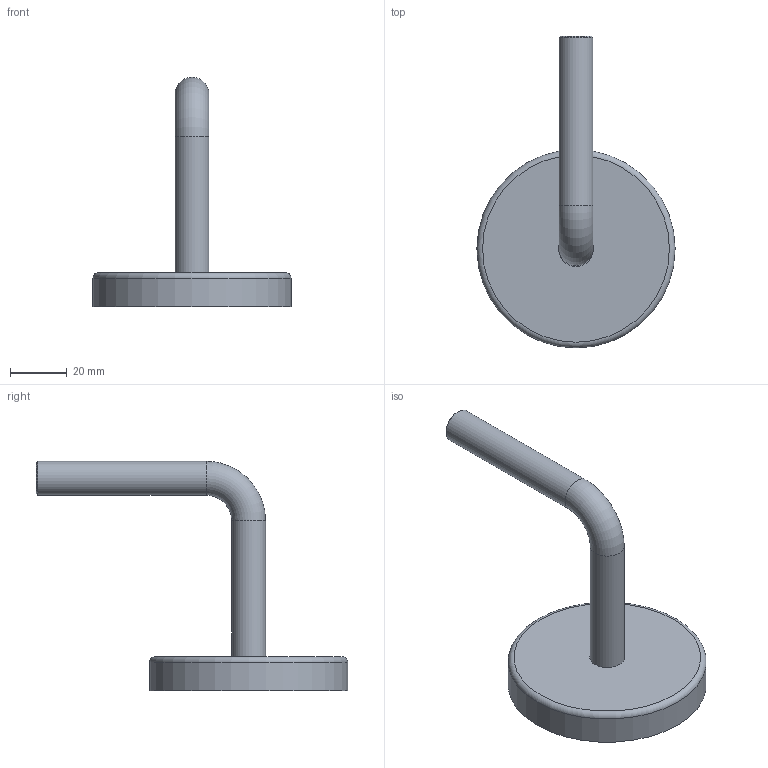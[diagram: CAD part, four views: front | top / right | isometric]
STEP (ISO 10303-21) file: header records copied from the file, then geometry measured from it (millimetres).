
FILE_DESCRIPTION (( 'STEP AP203' ), '1' );
FILE_NAME ('50500-240.step', '2019-10-16T06:25:56', ( '' ), ( '' ), 'SwSTEP 2.0', 'SolidWorks 2015', '' );
FILE_SCHEMA (( 'CONFIG_CONTROL_DESIGN' ));
Length unit declared in the file: millimetre
Products named in the file (7): 5050X-240 Teil2_50500-240 Teil2; 5050X-240 Teil1; 5050X-240 Teil1_50500-240-P; 5050X-240 Teil2; 50500-240; 5050X-240 Teil3; 5050X-240 Teil3_50500-240-AR
Assembly tree (3 placements, depth 2):
  5050X-240 Teil1
  5050X-240 Teil2
  50500-240
    5050X-240 Teil1_50500-240-P
    5050X-240 Teil3_50500-240-AR
    5050X-240 Teil2_50500-240 Teil2
  5050X-240 Teil3
Bounding box: 70 x 110 x 81 mm (x, y, z)
Volume: 28754.6 mm3; surface area: 25400.7 mm2
Topology: 3 solids, 3 shells, 282 faces, 739 edges, 490 vertices
Faces by surface type: plane 140, bspline 106, torus 19, cylinder 16, cone 1
Full cylindrical faces by diameter (mm): 7 x3, 9.8 x1, 10 x1, 12 x2, 12.4 x1, 68 x1, 70 x1
Entity records: 15977 total; most frequent: CARTESIAN_POINT 9222, ORIENTED_EDGE 1428, DIRECTION 895, EDGE_CURVE 714, VERTEX_POINT 483, LINE 415, VECTOR 415, EDGE_LOOP 337
